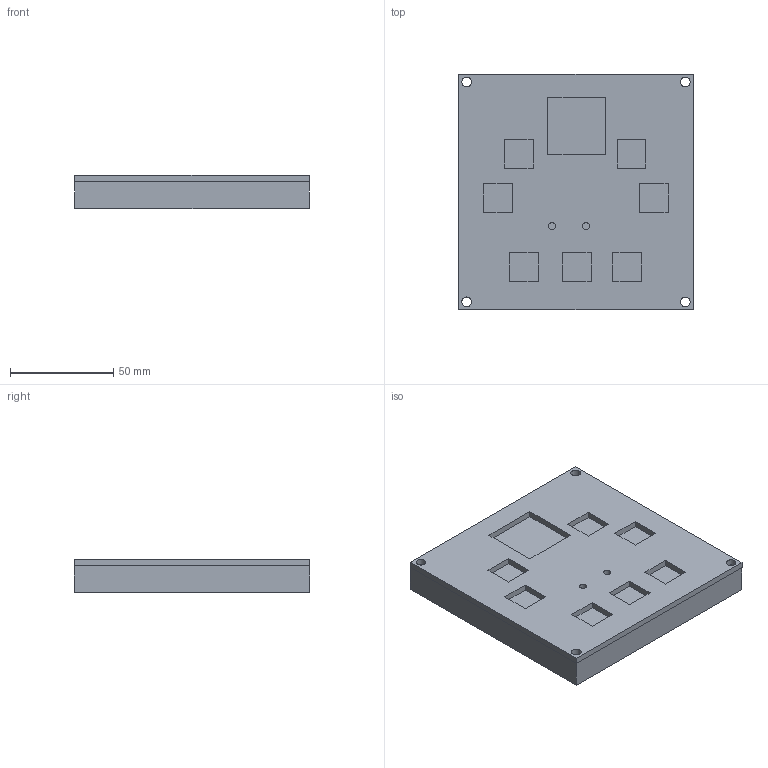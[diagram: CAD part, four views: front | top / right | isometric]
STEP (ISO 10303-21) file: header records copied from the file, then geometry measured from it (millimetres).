
FILE_DESCRIPTION(/* description */ (''),/* implementation_level */ '2;1');
FILE_NAME(/* name */ 'Doron''s Hackpad.step',/* time_stamp */ '2024-10-22T00:28:38+03:00',/* author */ (''),/* organization */ (''),/* preprocessor_version */ 'ST-DEVELOPER v20',/* originating_system */ 'Autodesk Translation Framework v13.20.0.188',/* authorisation */ '');
FILE_SCHEMA (('AUTOMOTIVE_DESIGN { 1 0 10303 214 3 1 1 }'));
Length unit declared in the file: millimetre
Products named in the file (2): Bottom Part of Case; Top Part of Case
Assembly tree (1 placements, depth 2):
  Bottom Part of Case
    Top Part of Case
Bounding box: 113.28 x 113.82 x 16 mm (x, y, z)
Volume: 117077.4 mm3; surface area: 79470.2 mm2
Topology: 2 solids, 3 shells, 65 faces, 174 edges, 116 vertices
Faces by surface type: plane 55, cylinder 10
Full cylindrical faces by diameter (mm): 3.5 x2, 4.7 x8
Entity records: 2132 total; most frequent: CARTESIAN_POINT 358, ORIENTED_EDGE 348, DIRECTION 330, EDGE_CURVE 174, LINE 154, VECTOR 154, VERTEX_POINT 116, EDGE_LOOP 102
